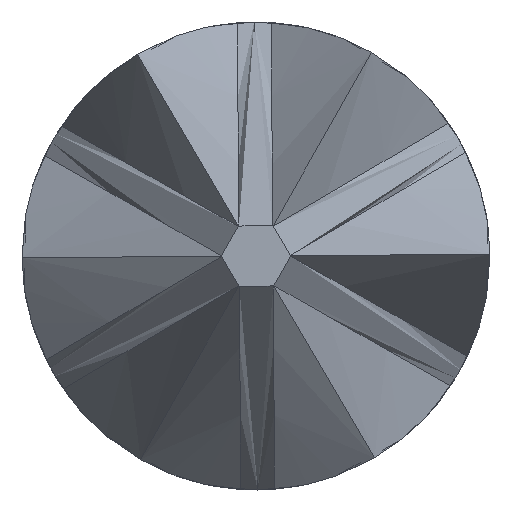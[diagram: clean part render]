
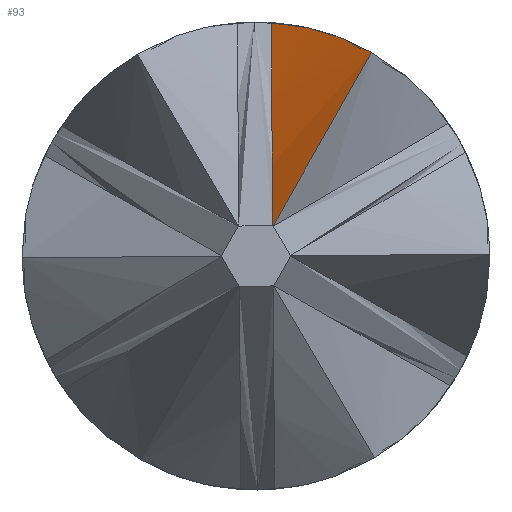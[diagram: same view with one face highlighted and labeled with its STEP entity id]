
A CAD part, left-side view. The second image highlights one B-rep face of the part: STEP entity #93.
In plain terms, the highlighted conical face has half-angle 32.5 degrees and reference radius 8.697 mm.
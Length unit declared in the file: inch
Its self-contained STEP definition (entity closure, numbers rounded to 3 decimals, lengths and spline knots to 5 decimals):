
#24 = EDGE_CURVE ( 'NONE', #2014, #628, #430, .T. ) ;
#31 = ORIENTED_EDGE ( 'NONE', *, *, #896, .F. ) ;
#93 = ADVANCED_FACE ( 'NONE', ( #2094 ), #388, .F. ) ;
#149 = EDGE_LOOP ( 'NONE', ( #31, #910, #848, #579 ) ) ;
#174 = B_SPLINE_CURVE_WITH_KNOTS ( 'NONE', 3,
 ( #824, #1935, #1754, #648 ),
 .UNSPECIFIED., .F., .F.,
 ( 4, 4 ),
 ( 0.00364, 0.00364 ),
 .UNSPECIFIED. ) ;
#181 = CARTESIAN_POINT ( 'NONE',  ( -0.61648, 0.00032, 0.3448 ) ) ;
#280 = CARTESIAN_POINT ( 'NONE',  ( -0.45075, -0.00639, 0.01126 ) ) ;
#303 = CARTESIAN_POINT ( 'NONE',  ( -0.41817, -0.00755, 0.03067 ) ) ;
#369 = DIRECTION ( 'NONE',  ( 0., 0.007, 1. ) ) ;
#388 = CONICAL_SURFACE ( 'NONE', #1253, 0.34242, 0.567 ) ;
#430 = B_SPLINE_CURVE_WITH_KNOTS ( 'NONE', 3,
 ( #664, #303, #1972, #1589 ),
 .UNSPECIFIED., .F., .F.,
 ( 4, 4 ),
 ( 0.00011, 0.00079 ),
 .UNSPECIFIED. ) ;
#579 = ORIENTED_EDGE ( 'NONE', *, *, #2186, .T. ) ;
#610 = CARTESIAN_POINT ( 'NONE',  ( -0.43398, -0.01535, 0.02705 ) ) ;
#628 = VERTEX_POINT ( 'NONE', #610 ) ;
#648 = CARTESIAN_POINT ( 'NONE',  ( -0.46, -0.00222, 0.00402 ) ) ;
#664 = CARTESIAN_POINT ( 'NONE',  ( -0.41112, -0.00202, 0.03103 ) ) ;
#674 = CARTESIAN_POINT ( 'NONE',  ( -0.41112, -0.00202, 0.03103 ) ) ;
#686 = CARTESIAN_POINT ( 'NONE',  ( -0.61648, -0.05082, 0.34518 ) ) ;
#695 = CARTESIAN_POINT ( 'NONE',  ( -0.46, -0.00222, 0.00402 ) ) ;
#705 = B_SPLINE_CURVE_WITH_KNOTS ( 'NONE', 3,
 ( #832, #280, #2302, #1207 ),
 .UNSPECIFIED., .F., .F.,
 ( 4, 4 ),
 ( 0., 0.00094 ),
 .UNSPECIFIED. ) ;
#712 = AXIS2_PLACEMENT_3D ( 'NONE', #181, #1480, #369 ) ;
#824 = CARTESIAN_POINT ( 'NONE',  ( -0.46, -0.00232, 0.00409 ) ) ;
#832 = CARTESIAN_POINT ( 'NONE',  ( -0.46, -0.00232, 0.00409 ) ) ;
#848 = ORIENTED_EDGE ( 'NONE', *, *, #24, .F. ) ;
#896 = EDGE_CURVE ( 'NONE', #2012, #1452, #174, .T. ) ;
#910 = ORIENTED_EDGE ( 'NONE', *, *, #1308, .T. ) ;
#1207 = CARTESIAN_POINT ( 'NONE',  ( -0.43398, -0.01535, 0.02705 ) ) ;
#1253 = AXIS2_PLACEMENT_3D ( 'NONE', #686, #2166, #1808 ) ;
#1308 = EDGE_CURVE ( 'NONE', #2012, #628, #705, .T. ) ;
#1452 = VERTEX_POINT ( 'NONE', #695 ) ;
#1480 = DIRECTION ( 'NONE',  ( 0., 1., -0.007 ) ) ;
#1589 = CARTESIAN_POINT ( 'NONE',  ( -0.43398, -0.01535, 0.02705 ) ) ;
#1721 = CIRCLE ( 'NONE', #712, 0.375 ) ;
#1754 = CARTESIAN_POINT ( 'NONE',  ( -0.46, -0.00225, 0.00404 ) ) ;
#1784 = CARTESIAN_POINT ( 'NONE',  ( -0.46, -0.00232, 0.00409 ) ) ;
#1808 = DIRECTION ( 'NONE',  ( 0., 0.007, 1. ) ) ;
#1935 = CARTESIAN_POINT ( 'NONE',  ( -0.46, -0.00229, 0.00406 ) ) ;
#1972 = CARTESIAN_POINT ( 'NONE',  ( -0.42602, -0.01185, 0.02903 ) ) ;
#2012 = VERTEX_POINT ( 'NONE', #1784 ) ;
#2014 = VERTEX_POINT ( 'NONE', #674 ) ;
#2094 = FACE_OUTER_BOUND ( 'NONE', #149, .T. ) ;
#2166 = DIRECTION ( 'NONE',  ( 0., 1., -0.007 ) ) ;
#2186 = EDGE_CURVE ( 'NONE', #2014, #1452, #1721, .T. ) ;
#2302 = CARTESIAN_POINT ( 'NONE',  ( -0.44209, -0.01074, 0.01892 ) ) ;
